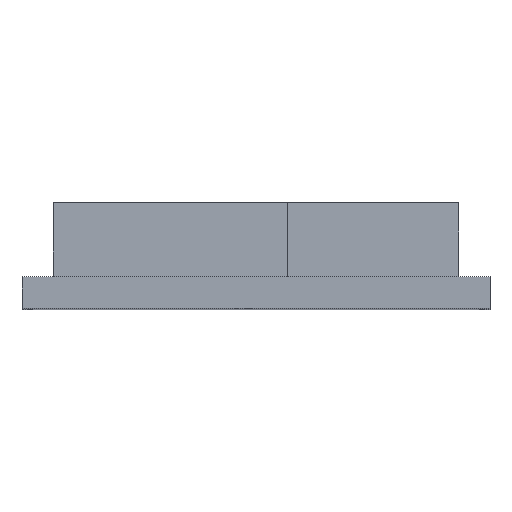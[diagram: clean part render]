
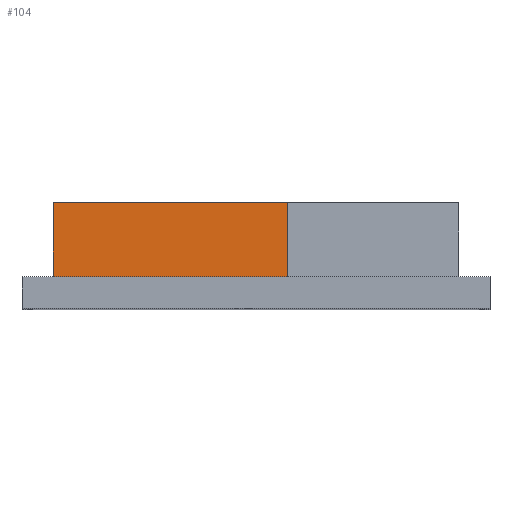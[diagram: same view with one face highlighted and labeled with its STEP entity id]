
A CAD part, top view. The second image highlights one B-rep face of the part: STEP entity #104.
In plain terms, the highlighted planar face has unit normal (0, 0, 1).
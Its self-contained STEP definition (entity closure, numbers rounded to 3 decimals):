
#40 = VERTEX_POINT ( 'NONE', #1314 ) ;
#104 = ADVANCED_FACE ( 'NONE', ( #1339 ), #1049, .F. ) ;
#118 = DIRECTION ( 'NONE',  ( 0., -1., 0. ) ) ;
#148 = VECTOR ( 'NONE', #1909, 1000. ) ;
#176 = VERTEX_POINT ( 'NONE', #512 ) ;
#181 = ORIENTED_EDGE ( 'NONE', *, *, #1411, .T. ) ;
#193 = ORIENTED_EDGE ( 'NONE', *, *, #1063, .T. ) ;
#267 = LINE ( 'NONE', #1190, #1403 ) ;
#502 = DIRECTION ( 'NONE',  ( 1., 0., 0. ) ) ;
#512 = CARTESIAN_POINT ( 'NONE',  ( 1., 1., 6.25 ) ) ;
#605 = CARTESIAN_POINT ( 'NONE',  ( 1., 3.4, 6.25 ) ) ;
#707 = ORIENTED_EDGE ( 'NONE', *, *, #1247, .F. ) ;
#708 = CARTESIAN_POINT ( 'NONE',  ( -6.5, 3.4, 6.25 ) ) ;
#722 = LINE ( 'NONE', #708, #148 ) ;
#872 = CARTESIAN_POINT ( 'NONE',  ( 1., 3.4, 6.25 ) ) ;
#912 = CARTESIAN_POINT ( 'NONE',  ( -6.5, 1., 6.25 ) ) ;
#982 = EDGE_CURVE ( 'NONE', #1219, #40, #1695, .T. ) ;
#1049 = PLANE ( 'NONE',  #1769 ) ;
#1063 = EDGE_CURVE ( 'NONE', #1219, #1643, #722, .T. ) ;
#1117 = VECTOR ( 'NONE', #1208, 1000. ) ;
#1190 = CARTESIAN_POINT ( 'NONE',  ( 1., 1., 6.25 ) ) ;
#1208 = DIRECTION ( 'NONE',  ( 0., -1., 0. ) ) ;
#1219 = VERTEX_POINT ( 'NONE', #1641 ) ;
#1247 = EDGE_CURVE ( 'NONE', #40, #176, #1806, .T. ) ;
#1314 = CARTESIAN_POINT ( 'NONE',  ( 1., 3.4, 6.25 ) ) ;
#1339 = FACE_OUTER_BOUND ( 'NONE', #1545, .T. ) ;
#1373 = ORIENTED_EDGE ( 'NONE', *, *, #982, .F. ) ;
#1403 = VECTOR ( 'NONE', #1768, 1000. ) ;
#1411 = EDGE_CURVE ( 'NONE', #1643, #176, #267, .T. ) ;
#1463 = DIRECTION ( 'NONE',  ( 0., 0., -1. ) ) ;
#1545 = EDGE_LOOP ( 'NONE', ( #181, #707, #1373, #193 ) ) ;
#1555 = CARTESIAN_POINT ( 'NONE',  ( 1., 3.4, 6.25 ) ) ;
#1641 = CARTESIAN_POINT ( 'NONE',  ( -6.5, 3.4, 6.25 ) ) ;
#1643 = VERTEX_POINT ( 'NONE', #912 ) ;
#1695 = LINE ( 'NONE', #1555, #1767 ) ;
#1767 = VECTOR ( 'NONE', #502, 1000. ) ;
#1768 = DIRECTION ( 'NONE',  ( 1., 0., 0. ) ) ;
#1769 = AXIS2_PLACEMENT_3D ( 'NONE', #872, #1463, #118 ) ;
#1806 = LINE ( 'NONE', #605, #1117 ) ;
#1909 = DIRECTION ( 'NONE',  ( 0., -1., 0. ) ) ;
